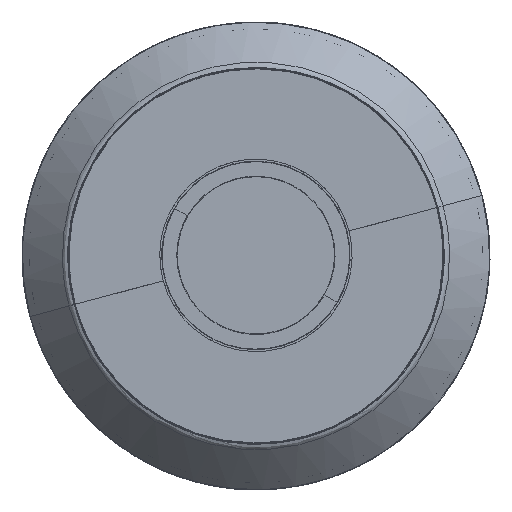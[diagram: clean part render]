
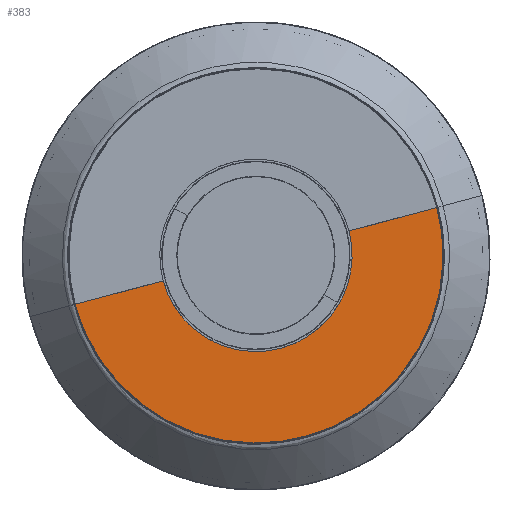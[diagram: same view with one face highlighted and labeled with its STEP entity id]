
A CAD part, top view. The second image highlights one B-rep face of the part: STEP entity #383.
In plain terms, the highlighted free-form (B-spline) face has degree [1, 2] with [2, 5] control points.
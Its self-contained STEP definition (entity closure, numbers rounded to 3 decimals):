
#383=ADVANCED_FACE($,(#668),#3836,.T.);
#668=FACE_OUTER_BOUND($,#953,.T.);
#953=EDGE_LOOP($,(#2377,#2378,#2379,#2380));
#2377=ORIENTED_EDGE($,*,*,#3106,.T.);
#2378=ORIENTED_EDGE($,*,*,#3099,.F.);
#2379=ORIENTED_EDGE($,*,*,#3101,.F.);
#2380=ORIENTED_EDGE($,*,*,#3108,.F.);
#3099=EDGE_CURVE($,#3551,#3556,#4557,.T.);
#3101=EDGE_CURVE($,#3552,#3551,#3918,.T.);
#3106=EDGE_CURVE($,#3555,#3556,#3921,.T.);
#3108=EDGE_CURVE($,#3555,#3552,#4562,.T.);
#3551=VERTEX_POINT($,#12181);
#3552=VERTEX_POINT($,#12182);
#3555=VERTEX_POINT($,#12185);
#3556=VERTEX_POINT($,#12186);
#3836=(
BOUNDED_SURFACE()
B_SPLINE_SURFACE(1,2,((#12159,#12160,#12161,#12162,#12163),(#12164,#12165,
#12166,#12167,#12168)),.UNSPECIFIED.,.F.,.F.,.F.)
B_SPLINE_SURFACE_WITH_KNOTS((2,2),(3,2,3),(-244.125,-3.15),(3.142,
4.712,6.283),.UNSPECIFIED.)
GEOMETRIC_REPRESENTATION_ITEM()
RATIONAL_B_SPLINE_SURFACE(((1.,0.707,1.,0.707,1.),
(1.,0.707,1.,0.707,1.)))
REPRESENTATION_ITEM($)
SURFACE()
);
#3918=B_SPLINE_CURVE_WITH_KNOTS($,1,(#12087,#12088),.UNSPECIFIED.,.F.,.F.,
(2,2),(-244.125,-3.15),.UNSPECIFIED.);
#3921=B_SPLINE_CURVE_WITH_KNOTS($,1,(#12103,#12104),.UNSPECIFIED.,.F.,.F.,
(2,2),(-244.125,-3.15),.UNSPECIFIED.);
#4557=(
BOUNDED_CURVE()
B_SPLINE_CURVE(2,(#12077,#12078,#12079,#12080,#12081),.UNSPECIFIED.,.F.,
.F.)
B_SPLINE_CURVE_WITH_KNOTS((3,2,3),(-6.283,-4.712,-3.142),
.UNSPECIFIED.)
CURVE()
GEOMETRIC_REPRESENTATION_ITEM()
RATIONAL_B_SPLINE_CURVE((1.,0.707,1.,0.707,1.))
REPRESENTATION_ITEM($)
);
#4562=(
BOUNDED_CURVE()
B_SPLINE_CURVE(2,(#12110,#12111,#12112,#12113,#12114),.UNSPECIFIED.,.F.,
.F.)
B_SPLINE_CURVE_WITH_KNOTS((3,2,3),(3.142,4.712,6.283),
.UNSPECIFIED.)
CURVE()
GEOMETRIC_REPRESENTATION_ITEM()
RATIONAL_B_SPLINE_CURVE((1.,0.707,1.,0.707,1.))
REPRESENTATION_ITEM($)
);
#12077=CARTESIAN_POINT($,(-2.939,-1.179,12.));
#12078=CARTESIAN_POINT($,(-2.124,-4.221,12.));
#12079=CARTESIAN_POINT($,(0.919,-3.406,12.));
#12080=CARTESIAN_POINT($,(3.961,-2.591,12.));
#12081=CARTESIAN_POINT($,(3.146,0.452,12.));
#12087=CARTESIAN_POINT($,(-235.703,-63.548,12.));
#12088=CARTESIAN_POINT($,(-2.939,-1.179,12.));
#12103=CARTESIAN_POINT($,(235.91,62.821,12.));
#12104=CARTESIAN_POINT($,(3.146,0.452,12.));
#12110=CARTESIAN_POINT($,(235.91,62.821,12.));
#12111=CARTESIAN_POINT($,(299.094,-172.986,12.));
#12112=CARTESIAN_POINT($,(63.287,-236.17,12.));
#12113=CARTESIAN_POINT($,(-172.519,-299.354,12.));
#12114=CARTESIAN_POINT($,(-235.703,-63.548,12.));
#12159=CARTESIAN_POINT($,(235.91,62.821,12.));
#12160=CARTESIAN_POINT($,(299.094,-172.986,12.));
#12161=CARTESIAN_POINT($,(63.287,-236.17,12.));
#12162=CARTESIAN_POINT($,(-172.519,-299.354,12.));
#12163=CARTESIAN_POINT($,(-235.703,-63.548,12.));
#12164=CARTESIAN_POINT($,(3.146,0.452,12.));
#12165=CARTESIAN_POINT($,(3.961,-2.591,12.));
#12166=CARTESIAN_POINT($,(0.919,-3.406,12.));
#12167=CARTESIAN_POINT($,(-2.124,-4.221,12.));
#12168=CARTESIAN_POINT($,(-2.939,-1.179,12.));
#12181=CARTESIAN_POINT($,(-2.939,-1.179,12.));
#12182=CARTESIAN_POINT($,(-235.703,-63.548,12.));
#12185=CARTESIAN_POINT($,(235.91,62.821,12.));
#12186=CARTESIAN_POINT($,(3.146,0.452,12.));
